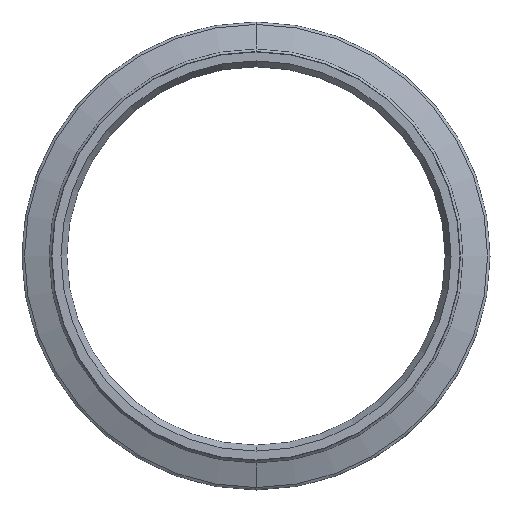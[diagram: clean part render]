
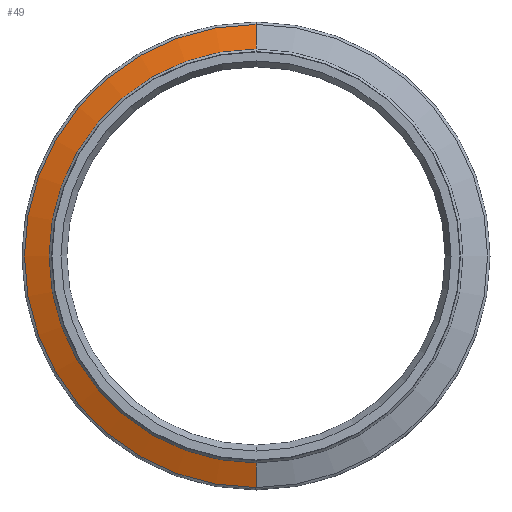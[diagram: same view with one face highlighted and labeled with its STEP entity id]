
A CAD part, left-side view. The second image highlights one B-rep face of the part: STEP entity #49.
In plain terms, the highlighted free-form (B-spline) face has degree [2, 1] with [5, 2] control points.
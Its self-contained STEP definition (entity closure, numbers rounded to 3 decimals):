
#49=ADVANCED_FACE('',(#153),#152,.T.);
#152=( BOUNDED_SURFACE() B_SPLINE_SURFACE( 2,1,((#312,#313),(#314,#315),(#316,#317),(#318,#319),(#320,#321)), .UNSPECIFIED.,.F.,.F.,.F.) B_SPLINE_SURFACE_WITH_KNOTS((3,2,3),(2,2),(0.,0.5,1.),(0.,1.), .UNSPECIFIED. ) GEOMETRIC_REPRESENTATION_ITEM() RATIONAL_B_SPLINE_SURFACE(((1.,1.),(0.707,0.707),(1.,1.),(0.707,0.707),(1.,1.))) REPRESENTATION_ITEM('') SURFACE() );
#153=FACE_OUTER_BOUND('',#322,.T.);
#312=CARTESIAN_POINT('',(-22.577,0.,0.));
#313=CARTESIAN_POINT('',(25.814,0.,-132.955));
#314=CARTESIAN_POINT('',(-22.577,0.,0.));
#315=CARTESIAN_POINT('',(25.814,132.955,-132.955));
#316=CARTESIAN_POINT('',(-22.577,0.,0.));
#317=CARTESIAN_POINT('',(25.814,132.955,0.));
#318=CARTESIAN_POINT('',(-22.577,0.,0.));
#319=CARTESIAN_POINT('',(25.814,132.955,132.955));
#320=CARTESIAN_POINT('',(-22.577,0.,0.));
#321=CARTESIAN_POINT('',(25.814,0.,132.955));
#322=EDGE_LOOP('',(#464,#465,#466,#467));
#464=ORIENTED_EDGE('',*,*,#526,.T.);
#465=ORIENTED_EDGE('',*,*,#527,.F.);
#466=ORIENTED_EDGE('',*,*,#525,.F.);
#467=ORIENTED_EDGE('',*,*,#528,.T.);
#525=EDGE_CURVE('',#665,#664,#684,.T.);
#526=EDGE_CURVE('',#690,#691,#692,.T.);
#527=EDGE_CURVE('',#664,#691,#698,.T.);
#528=EDGE_CURVE('',#665,#690,#704,.T.);
#664=VERTEX_POINT('',#870);
#665=VERTEX_POINT('',#871);
#684=CIRCLE('',#883,84.);
#690=VERTEX_POINT('',#884);
#691=VERTEX_POINT('',#885);
#692=CIRCLE('',#889,94.013);
#698=(BOUNDED_CURVE() B_SPLINE_CURVE(1,(#890,#891),.UNSPECIFIED.,.F.,.F.) B_SPLINE_CURVE_WITH_KNOTS((2,2),(0.632,0.707),.UNSPECIFIED.) CURVE() GEOMETRIC_REPRESENTATION_ITEM() RATIONAL_B_SPLINE_CURVE((1.,1.)) REPRESENTATION_ITEM('') );
#704=(BOUNDED_CURVE() B_SPLINE_CURVE(1,(#892,#893),.UNSPECIFIED.,.F.,.F.) B_SPLINE_CURVE_WITH_KNOTS((2,2),(0.632,0.707),.UNSPECIFIED.) CURVE() GEOMETRIC_REPRESENTATION_ITEM() RATIONAL_B_SPLINE_CURVE((0.75,0.75)) REPRESENTATION_ITEM('') );
#870=CARTESIAN_POINT('',(7.996,0.,-84.));
#871=CARTESIAN_POINT('',(7.996,0.,84.));
#880=CARTESIAN_POINT('',(7.996,0.,0.));
#881=DIRECTION('',(-1.,0.,0.));
#882=DIRECTION('',(0.,0.,1.));
#883=AXIS2_PLACEMENT_3D('',#880,#881,#882);
#884=CARTESIAN_POINT('',(11.641,0.,94.013));
#885=CARTESIAN_POINT('',(11.641,0.,-94.013));
#886=CARTESIAN_POINT('',(11.641,0.,0.));
#887=DIRECTION('',(-1.,0.,0.));
#888=DIRECTION('',(0.,0.,1.));
#889=AXIS2_PLACEMENT_3D('',#886,#887,#888);
#890=CARTESIAN_POINT('',(7.996,0.,-84.));
#891=CARTESIAN_POINT('',(11.641,0.,-94.013));
#892=CARTESIAN_POINT('',(7.996,0.,84.));
#893=CARTESIAN_POINT('',(11.641,0.,94.013));
